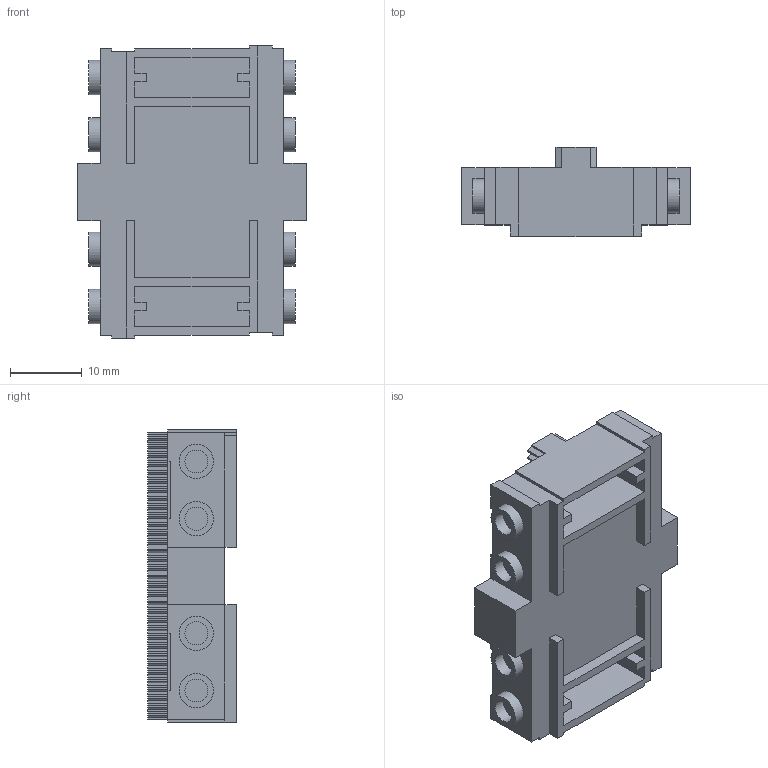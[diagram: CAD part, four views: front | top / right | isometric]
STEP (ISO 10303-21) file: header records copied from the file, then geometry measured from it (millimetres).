
FILE_DESCRIPTION(('Open CASCADE Model'),'2;1');
FILE_NAME('Open CASCADE Shape Model','2024-11-10T01:02:37',('Author'),( 'Open CASCADE'),'Open CASCADE STEP processor 7.7','Open CASCADE 7.7' ,'Unknown');
FILE_SCHEMA(('AUTOMOTIVE_DESIGN { 1 0 10303 214 1 1 1 1 }'));
Length unit declared in the file: millimetre
Products named in the file (1): Open CASCADE STEP translator 7.7 17
Bounding box: 32 x 12.4 x 40.8 mm (x, y, z)
Volume: 8412.3 mm3; surface area: 5178 mm2
Topology: 1 solids, 1 shells, 388 faces, 1104 edges, 736 vertices
Faces by surface type: plane 372, cylinder 16
Full cylindrical faces by diameter (mm): 3.2 x8, 4.8 x8
Entity records: 26790 total; most frequent: CARTESIAN_POINT 4533, DIRECTION 4106, LINE 3248, VECTOR 3248, ORIENTED_EDGE 2208, PCURVE 2208, DEFINITIONAL_REPRESENTATION 2208, EDGE_CURVE 1104
